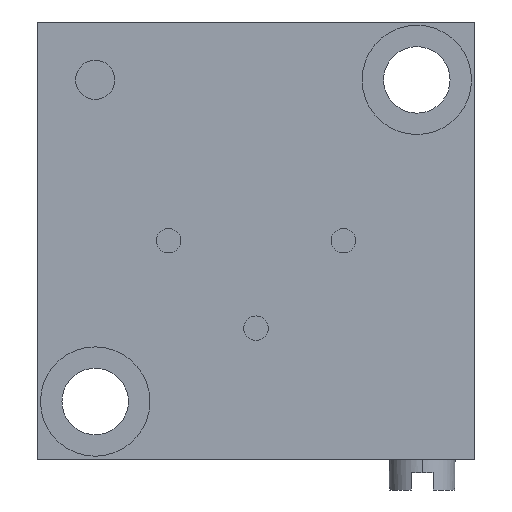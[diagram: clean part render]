
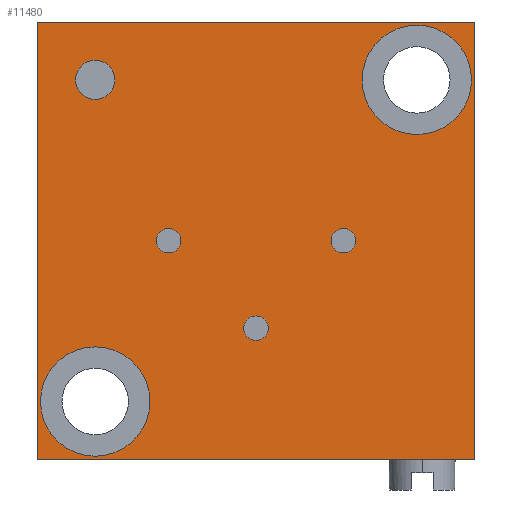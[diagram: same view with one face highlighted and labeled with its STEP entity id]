
A CAD part, front view. The second image highlights one B-rep face of the part: STEP entity #11480.
In plain terms, the highlighted planar face has unit normal (0, -1, 0).
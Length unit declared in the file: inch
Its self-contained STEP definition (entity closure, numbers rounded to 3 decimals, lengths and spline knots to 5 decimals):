
#3282=DIRECTION('',(0.,0.,1.));
#3283=VECTOR('',#3282,0.5);
#3284=CARTESIAN_POINT('',(-0.25,0.,-0.25));
#3285=LINE('',#3284,#3283);
#3286=DIRECTION('',(1.,0.,0.));
#3287=VECTOR('',#3286,0.5);
#3288=CARTESIAN_POINT('',(-0.25,0.,0.25));
#3289=LINE('',#3288,#3287);
#3290=DIRECTION('',(0.,0.,-1.));
#3291=VECTOR('',#3290,0.5);
#3292=CARTESIAN_POINT('',(0.25,0.,0.25));
#3293=LINE('',#3292,#3291);
#3294=DIRECTION('',(-1.,0.,0.));
#3295=VECTOR('',#3294,0.5);
#3296=CARTESIAN_POINT('',(0.25,0.,-0.25));
#3297=LINE('',#3296,#3295);
#3298=CARTESIAN_POINT('',(-0.18385,0.,-0.18385));
#3299=DIRECTION('',(0.,-1.,0.));
#3300=DIRECTION('',(-1.,0.,0.));
#3301=AXIS2_PLACEMENT_3D('',#3298,#3299,#3300);
#3303=CARTESIAN_POINT('',(-0.18385,0.,-0.18385));
#3304=DIRECTION('',(0.,-1.,0.));
#3305=DIRECTION('',(1.,0.,0.));
#3306=AXIS2_PLACEMENT_3D('',#3303,#3304,#3305);
#3308=CARTESIAN_POINT('',(0.18385,0.,0.18385));
#3309=DIRECTION('',(0.,-1.,0.));
#3310=DIRECTION('',(-1.,0.,0.));
#3311=AXIS2_PLACEMENT_3D('',#3308,#3309,#3310);
#3313=CARTESIAN_POINT('',(0.18385,0.,0.18385));
#3314=DIRECTION('',(0.,-1.,0.));
#3315=DIRECTION('',(1.,0.,0.));
#3316=AXIS2_PLACEMENT_3D('',#3313,#3314,#3315);
#3318=CARTESIAN_POINT('',(-0.18385,0.,0.18385));
#3319=DIRECTION('',(0.,-1.,0.));
#3320=DIRECTION('',(-1.,0.,0.));
#3321=AXIS2_PLACEMENT_3D('',#3318,#3319,#3320);
#3323=CARTESIAN_POINT('',(-0.18385,0.,0.18385));
#3324=DIRECTION('',(0.,-1.,0.));
#3325=DIRECTION('',(1.,0.,0.));
#3326=AXIS2_PLACEMENT_3D('',#3323,#3324,#3325);
#3328=CARTESIAN_POINT('',(0.,0.,-0.1));
#3329=DIRECTION('',(0.,-1.,0.));
#3330=DIRECTION('',(0.,0.,1.));
#3331=AXIS2_PLACEMENT_3D('',#3328,#3329,#3330);
#3333=CARTESIAN_POINT('',(0.,0.,-0.1));
#3334=DIRECTION('',(0.,-1.,0.));
#3335=DIRECTION('',(0.,0.,-1.));
#3336=AXIS2_PLACEMENT_3D('',#3333,#3334,#3335);
#3338=CARTESIAN_POINT('',(0.1,0.,0.));
#3339=DIRECTION('',(0.,-1.,0.));
#3340=DIRECTION('',(0.,0.,1.));
#3341=AXIS2_PLACEMENT_3D('',#3338,#3339,#3340);
#3343=CARTESIAN_POINT('',(0.1,0.,0.));
#3344=DIRECTION('',(0.,-1.,0.));
#3345=DIRECTION('',(0.,0.,-1.));
#3346=AXIS2_PLACEMENT_3D('',#3343,#3344,#3345);
#3348=CARTESIAN_POINT('',(-0.1,0.,0.));
#3349=DIRECTION('',(0.,-1.,0.));
#3350=DIRECTION('',(0.,0.,1.));
#3351=AXIS2_PLACEMENT_3D('',#3348,#3349,#3350);
#3353=CARTESIAN_POINT('',(-0.1,0.,0.));
#3354=DIRECTION('',(0.,-1.,0.));
#3355=DIRECTION('',(0.,0.,-1.));
#3356=AXIS2_PLACEMENT_3D('',#3353,#3354,#3355);
#6962=CARTESIAN_POINT('',(-0.25,0.,-0.25));
#6963=CARTESIAN_POINT('',(-0.25,0.,0.25));
#6964=VERTEX_POINT('',#6962);
#6965=VERTEX_POINT('',#6963);
#6966=CARTESIAN_POINT('',(0.25,0.,0.25));
#6967=VERTEX_POINT('',#6966);
#6968=CARTESIAN_POINT('',(0.25,0.,-0.25));
#6969=VERTEX_POINT('',#6968);
#7034=CARTESIAN_POINT('',(-0.24635,0.,-0.18385));
#7035=CARTESIAN_POINT('',(-0.12135,0.,-0.18385));
#7036=VERTEX_POINT('',#7034);
#7037=VERTEX_POINT('',#7035);
#7038=CARTESIAN_POINT('',(0.12135,0.,0.18385));
#7039=CARTESIAN_POINT('',(0.24635,0.,0.18385));
#7040=VERTEX_POINT('',#7038);
#7041=VERTEX_POINT('',#7039);
#7046=CARTESIAN_POINT('',(-0.20635,0.,0.18385));
#7047=CARTESIAN_POINT('',(-0.16135,0.,0.18385));
#7048=VERTEX_POINT('',#7046);
#7049=VERTEX_POINT('',#7047);
#9226=CARTESIAN_POINT('',(0.,0.,-0.086));
#9227=CARTESIAN_POINT('',(0.,0.,-0.114));
#9228=VERTEX_POINT('',#9226);
#9229=VERTEX_POINT('',#9227);
#9230=CARTESIAN_POINT('',(0.1,0.,0.014));
#9231=CARTESIAN_POINT('',(0.1,0.,-0.014));
#9232=VERTEX_POINT('',#9230);
#9233=VERTEX_POINT('',#9231);
#9234=CARTESIAN_POINT('',(-0.1,0.,0.014));
#9235=CARTESIAN_POINT('',(-0.1,0.,-0.014));
#9236=VERTEX_POINT('',#9234);
#9237=VERTEX_POINT('',#9235);
#11430=CARTESIAN_POINT('',(0.,0.,0.));
#11431=DIRECTION('',(0.,1.,0.));
#11432=DIRECTION('',(1.,0.,0.));
#11433=AXIS2_PLACEMENT_3D('',#11430,#11431,#11432);
#11434=PLANE('',#11433);
#11435=ORIENTED_EDGE('',*,*,#11420,.T.);
#11437=ORIENTED_EDGE('',*,*,#11436,.T.);
#11439=ORIENTED_EDGE('',*,*,#11438,.T.);
#11441=ORIENTED_EDGE('',*,*,#11440,.T.);
#11442=EDGE_LOOP('',(#11435,#11437,#11439,#11441));
#11443=FACE_OUTER_BOUND('',#11442,.F.);
#11445=ORIENTED_EDGE('',*,*,#11444,.T.);
#11447=ORIENTED_EDGE('',*,*,#11446,.T.);
#11448=EDGE_LOOP('',(#11445,#11447));
#11449=FACE_BOUND('',#11448,.F.);
#11451=ORIENTED_EDGE('',*,*,#11450,.T.);
#11453=ORIENTED_EDGE('',*,*,#11452,.T.);
#11454=EDGE_LOOP('',(#11451,#11453));
#11455=FACE_BOUND('',#11454,.F.);
#11457=ORIENTED_EDGE('',*,*,#11456,.T.);
#11459=ORIENTED_EDGE('',*,*,#11458,.T.);
#11460=EDGE_LOOP('',(#11457,#11459));
#11461=FACE_BOUND('',#11460,.F.);
#11463=ORIENTED_EDGE('',*,*,#11462,.T.);
#11465=ORIENTED_EDGE('',*,*,#11464,.T.);
#11466=EDGE_LOOP('',(#11463,#11465));
#11467=FACE_BOUND('',#11466,.F.);
#11469=ORIENTED_EDGE('',*,*,#11468,.T.);
#11471=ORIENTED_EDGE('',*,*,#11470,.T.);
#11472=EDGE_LOOP('',(#11469,#11471));
#11473=FACE_BOUND('',#11472,.F.);
#11475=ORIENTED_EDGE('',*,*,#11474,.T.);
#11477=ORIENTED_EDGE('',*,*,#11476,.T.);
#11478=EDGE_LOOP('',(#11475,#11477));
#11479=FACE_BOUND('',#11478,.F.);
#11480=ADVANCED_FACE('',(#11443,#11449,#11455,#11461,#11467,#11473,#11479),
#11434,.F.);
#3302=CIRCLE('',#3301,0.0625);
#3307=CIRCLE('',#3306,0.0625);
#3312=CIRCLE('',#3311,0.0625);
#3317=CIRCLE('',#3316,0.0625);
#3322=CIRCLE('',#3321,0.0225);
#3327=CIRCLE('',#3326,0.0225);
#3332=CIRCLE('',#3331,0.014);
#3337=CIRCLE('',#3336,0.014);
#3342=CIRCLE('',#3341,0.014);
#3347=CIRCLE('',#3346,0.014);
#3352=CIRCLE('',#3351,0.014);
#3357=CIRCLE('',#3356,0.014);
#11420=EDGE_CURVE('',#6964,#6965,#3285,.T.);
#11436=EDGE_CURVE('',#6965,#6967,#3289,.T.);
#11438=EDGE_CURVE('',#6967,#6969,#3293,.T.);
#11440=EDGE_CURVE('',#6969,#6964,#3297,.T.);
#11444=EDGE_CURVE('',#7036,#7037,#3302,.T.);
#11446=EDGE_CURVE('',#7037,#7036,#3307,.T.);
#11450=EDGE_CURVE('',#7040,#7041,#3312,.T.);
#11452=EDGE_CURVE('',#7041,#7040,#3317,.T.);
#11456=EDGE_CURVE('',#7048,#7049,#3322,.T.);
#11458=EDGE_CURVE('',#7049,#7048,#3327,.T.);
#11462=EDGE_CURVE('',#9228,#9229,#3332,.T.);
#11464=EDGE_CURVE('',#9229,#9228,#3337,.T.);
#11468=EDGE_CURVE('',#9232,#9233,#3342,.T.);
#11470=EDGE_CURVE('',#9233,#9232,#3347,.T.);
#11474=EDGE_CURVE('',#9236,#9237,#3352,.T.);
#11476=EDGE_CURVE('',#9237,#9236,#3357,.T.);
